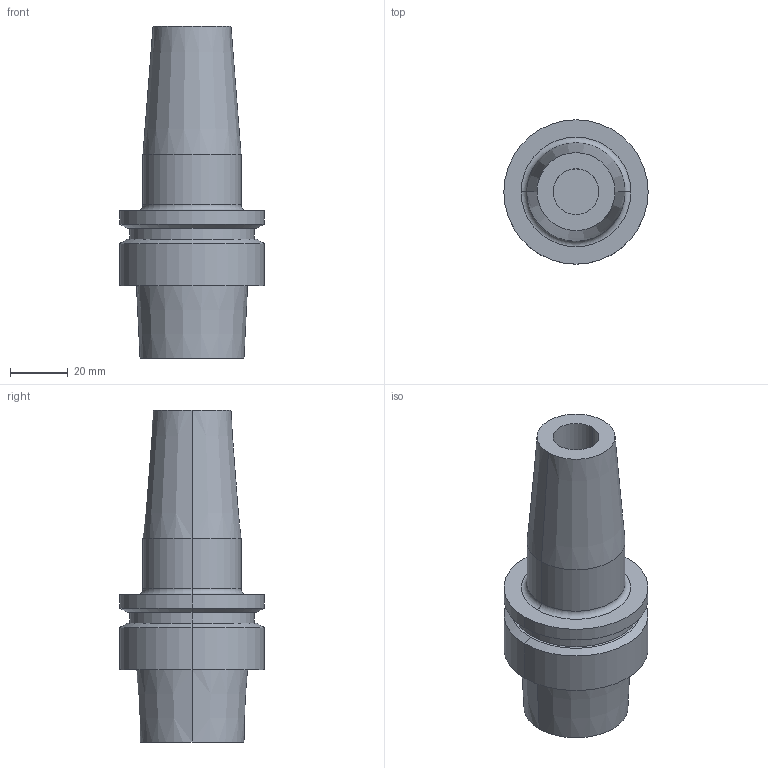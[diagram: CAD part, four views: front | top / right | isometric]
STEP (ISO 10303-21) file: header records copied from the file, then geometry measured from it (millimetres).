
FILE_DESCRIPTION (( 'STEP AP203' ), '1' );
FILE_NAME ('STP-39025-E.STEP', '2019-06-03T02:34:37', ( '' ), ( '' ), 'SwSTEP 2.0', 'SolidWorks 2017', '' );
FILE_SCHEMA (( 'CONFIG_CONTROL_DESIGN' ));
Length unit declared in the file: millimetre
Products named in the file (1): STP-39025-E
Bounding box: 50 x 50 x 115 mm (x, y, z)
Volume: 93626.7 mm3; surface area: 23556 mm2
Topology: 1 solids, 1 shells, 44 faces, 86 edges, 52 vertices
Faces by surface type: cylinder 20, cone 10, plane 10, torus 4
Entity records: 1215 total; most frequent: DIRECTION 232, CARTESIAN_POINT 183, ORIENTED_EDGE 172, AXIS2_PLACEMENT_3D 101, EDGE_CURVE 86, CIRCLE 56, EDGE_LOOP 52, VERTEX_POINT 52
